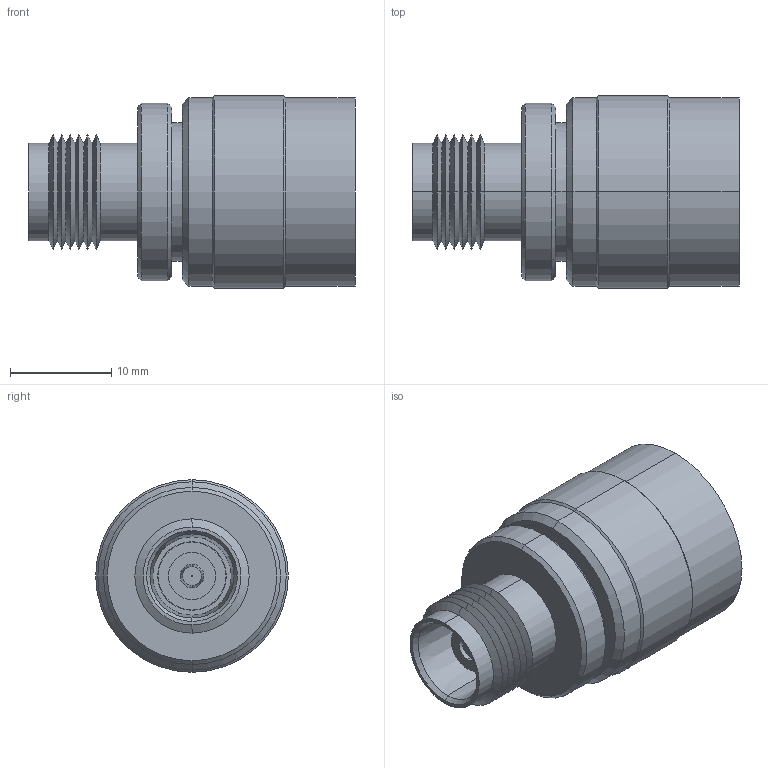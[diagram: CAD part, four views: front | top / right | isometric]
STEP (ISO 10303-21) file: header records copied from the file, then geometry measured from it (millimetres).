
FILE_DESCRIPTION (( 'STEP AP203' ), '1' );
FILE_NAME ('FMAD1325_3D.STEP', '2022-03-18T21:45:18', ( '' ), ( '' ), 'SwSTEP 2.0', 'SolidWorks 2021', '' );
FILE_SCHEMA (( 'CONFIG_CONTROL_DESIGN' ));
Length unit declared in the file: inch
Products named in the file (1): FMAD1325_3D
Bounding box: 32.26 x 19.05 x 19.05 mm (x, y, z)
Volume: 4529.9 mm3; surface area: 6921.7 mm2
Topology: 6 solids, 6 shells, 200 faces, 432 edges, 266 vertices
Faces by surface type: cylinder 70, cone 66, plane 64
Entity records: 5575 total; most frequent: DIRECTION 1056, CARTESIAN_POINT 947, ORIENTED_EDGE 864, AXIS2_PLACEMENT_3D 435, EDGE_CURVE 432, VERTEX_POINT 266, CIRCLE 234, EDGE_LOOP 232
